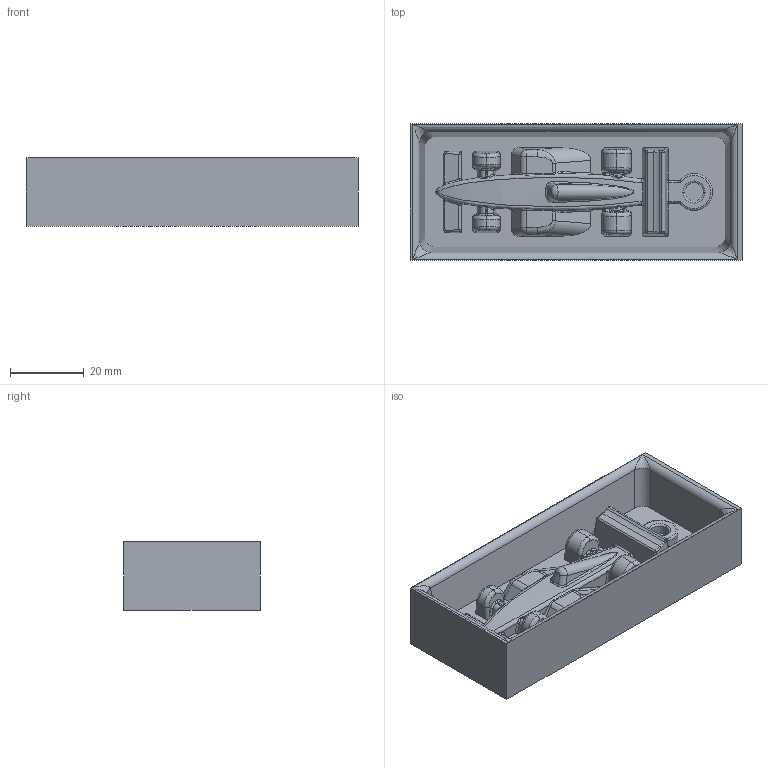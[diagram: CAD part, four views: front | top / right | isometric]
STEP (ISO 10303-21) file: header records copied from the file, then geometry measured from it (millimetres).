
FILE_DESCRIPTION(('CATIA V5 STEP Exchange'),'2;1');
FILE_NAME('F1ForMillingsmallv4.stp','2021-04-17T11:59:43+00:00',('none'),('none'),'CATIA Version 5 Release 21 GA (IN-10)','CATIA V5 STEP AP203','none');
FILE_SCHEMA(('CONFIG_CONTROL_DESIGN'));
Length unit declared in the file: millimetre
Products named in the file (1): F1ForMilling1
Bounding box: 90 x 37 x 18.5 mm (x, y, z)
Volume: 33270.4 mm3; surface area: 15319.7 mm2
Topology: 1 solids, 1 shells, 311 faces, 754 edges, 435 vertices
Faces by surface type: bspline 119, cylinder 96, plane 70, extrusion 11, sphere 10, torus 5
Entity records: 15743 total; most frequent: CARTESIAN_POINT 9936, ORIENTED_EDGE 1480, EDGE_CURVE 740, DIRECTION 646, B_SPLINE_CURVE_WITH_KNOTS 441, VERTEX_POINT 435, EDGE_LOOP 315, ADVANCED_FACE 311
